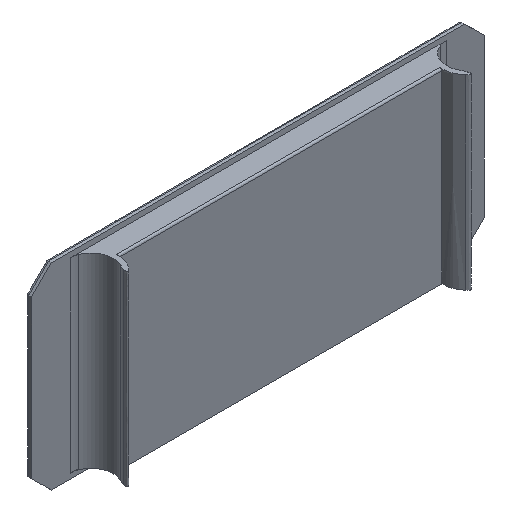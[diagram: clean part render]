
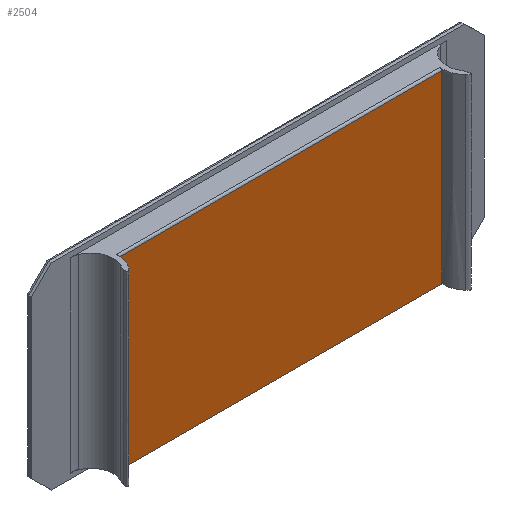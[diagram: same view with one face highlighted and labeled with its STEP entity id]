
A CAD part, isometric view. The second image highlights one B-rep face of the part: STEP entity #2504.
In plain terms, the highlighted planar face has unit normal (0, -1, 0).
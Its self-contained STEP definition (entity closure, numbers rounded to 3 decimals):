
#1 = CARTESIAN_POINT ( 'NONE',  ( 177.412, 338.844, 93.8 ) ) ;
#17 = DIRECTION ( 'NONE',  ( 0., -1., 0. ) ) ;
#287 = EDGE_CURVE ( 'NONE', #2854, #1343, #959, .T. ) ;
#306 = DIRECTION ( 'NONE',  ( 0., 0., -1. ) ) ;
#313 = FACE_OUTER_BOUND ( 'NONE', #2986, .T. ) ;
#503 = AXIS2_PLACEMENT_3D ( 'NONE', #2589, #17, #3205 ) ;
#593 = CARTESIAN_POINT ( 'NONE',  ( 122.588, 338.844, 93.8 ) ) ;
#708 = ORIENTED_EDGE ( 'NONE', *, *, #3278, .T. ) ;
#924 = CARTESIAN_POINT ( 'NONE',  ( 67.764, 338.844, 94.8 ) ) ;
#959 = LINE ( 'NONE', #3314, #1695 ) ;
#1013 = EDGE_CURVE ( 'NONE', #1343, #3213, #3334, .T. ) ;
#1054 = DIRECTION ( 'NONE',  ( -1., 0., 0. ) ) ;
#1154 = VECTOR ( 'NONE', #1054, 1000. ) ;
#1308 = CARTESIAN_POINT ( 'NONE',  ( 232.236, 338.844, 0. ) ) ;
#1343 = VERTEX_POINT ( 'NONE', #1308 ) ;
#1347 = CARTESIAN_POINT ( 'NONE',  ( 67.764, 338.844, 0. ) ) ;
#1376 = ORIENTED_EDGE ( 'NONE', *, *, #1013, .F. ) ;
#1695 = VECTOR ( 'NONE', #2408, 1000. ) ;
#1720 = CARTESIAN_POINT ( 'NONE',  ( 67.764, 338.844, 93.8 ) ) ;
#1773 = CARTESIAN_POINT ( 'NONE',  ( 232.236, 338.844, 93.8 ) ) ;
#2408 = DIRECTION ( 'NONE',  ( 0., 0., -1. ) ) ;
#2504 = ADVANCED_FACE ( 'NONE', ( #313 ), #2607, .T. ) ;
#2589 = CARTESIAN_POINT ( 'NONE',  ( 0., 338.844, 94.8 ) ) ;
#2607 = PLANE ( 'NONE',  #503 ) ;
#2682 = ORIENTED_EDGE ( 'NONE', *, *, #3692, .T. ) ;
#2779 = ORIENTED_EDGE ( 'NONE', *, *, #287, .F. ) ;
#2854 = VERTEX_POINT ( 'NONE', #3035 ) ;
#2986 = EDGE_LOOP ( 'NONE', ( #2779, #708, #2682, #1376 ) ) ;
#3035 = CARTESIAN_POINT ( 'NONE',  ( 232.236, 338.844, 93.8 ) ) ;
#3150 = B_SPLINE_CURVE_WITH_KNOTS ( 'NONE', 3,
 ( #1773, #1, #593, #3191 ),
 .UNSPECIFIED., .F., .F.,
 ( 4, 4 ),
 ( 0., 1. ),
 .UNSPECIFIED. ) ;
#3191 = CARTESIAN_POINT ( 'NONE',  ( 67.764, 338.844, 93.8 ) ) ;
#3205 = DIRECTION ( 'NONE',  ( 1., 0., 0. ) ) ;
#3213 = VERTEX_POINT ( 'NONE', #1347 ) ;
#3215 = LINE ( 'NONE', #924, #3329 ) ;
#3278 = EDGE_CURVE ( 'NONE', #2854, #3289, #3150, .T. ) ;
#3289 = VERTEX_POINT ( 'NONE', #1720 ) ;
#3314 = CARTESIAN_POINT ( 'NONE',  ( 232.236, 338.844, 94.8 ) ) ;
#3329 = VECTOR ( 'NONE', #306, 1000. ) ;
#3334 = LINE ( 'NONE', #3371, #1154 ) ;
#3371 = CARTESIAN_POINT ( 'NONE',  ( 0., 338.844, 0. ) ) ;
#3692 = EDGE_CURVE ( 'NONE', #3289, #3213, #3215, .T. ) ;
